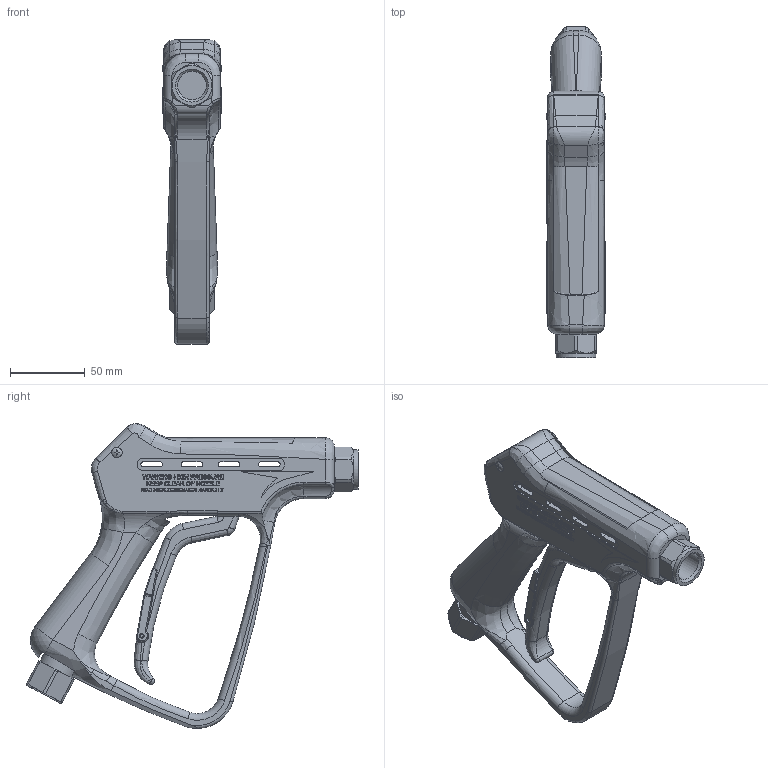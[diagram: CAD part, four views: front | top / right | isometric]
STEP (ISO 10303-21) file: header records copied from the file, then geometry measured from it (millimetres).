
FILE_DESCRIPTION(/* description */ ('Unknown'),/* implementation_level */ '2;1');
FILE_NAME(/* name */ '203600550',/* time_stamp */ '2022-01-14T07:21:54+01:00',/* author */ ('Unknown'),/* organization */ ('Unknown'),/* preprocessor_version */ 'ST-DEVELOPER v18.1',/* originating_system */ 'Solid Edge',/* authorisation */ 'Unknown');
FILE_SCHEMA (('AUTOMOTIVE_DESIGN {1 0 10303 214 3 1 1}'));
Products named in the file (1): Part1
Bounding box: 39.95 x 222.84 x 204.65 mm (x, y, z)
Volume: 329833.9 mm3; surface area: 101282.8 mm2
Topology: 2 solids, 2 shells, 2103 faces, 5541 edges, 3621 vertices
Faces by surface type: plane 1207, bspline 641, cylinder 188, torus 31, cone 23, sphere 13
Full cylindrical faces by diameter (mm): 2 x2, 3 x2, 5 x2, 6.3 x2, 6.5 x2, 6.9 x2, 7 x2, 19.13 x1, 19.14 x1, 24.8 x1, 25.2 x1, 25.3 x1, 26.8 x2
Entity records: 94897 total; most frequent: CARTESIAN_POINT 34209, ORIENTED_EDGE 10874, DIRECTION 6858, EDGE_CURVE 5437, VERTEX_POINT 3596, LINE 2960, VECTOR 2960, EDGE_LOOP 2399
